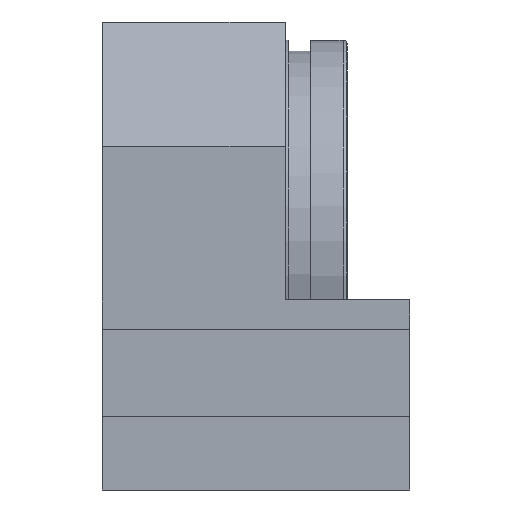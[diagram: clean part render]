
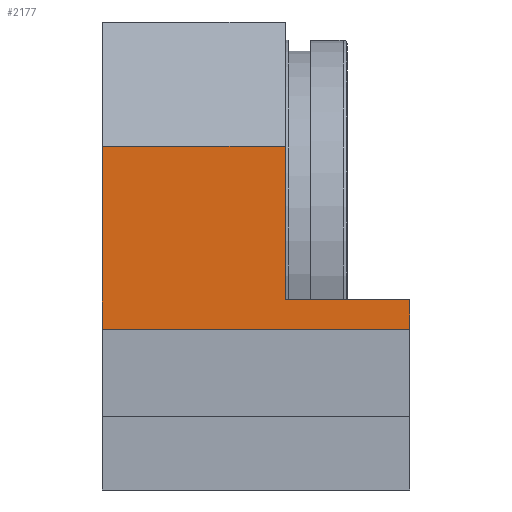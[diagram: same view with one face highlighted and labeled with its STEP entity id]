
A CAD part, left-side view. The second image highlights one B-rep face of the part: STEP entity #2177.
In plain terms, the highlighted planar face has unit normal (-1, 0, 0).
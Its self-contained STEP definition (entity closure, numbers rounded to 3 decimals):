
#987=EDGE_CURVE('',#2483,#1933,#2812,.T.);
#1367=VERTEX_POINT('',#3236);
#1551=EDGE_CURVE('',#1933,#2115,#3438,.T.);
#1777=EDGE_CURVE('',#2399,#2431,#3688,.T.);
#1933=VERTEX_POINT('',#3867);
#1945=EDGE_CURVE('',#2115,#2431,#3880,.T.);
#2115=VERTEX_POINT('',#4078);
#2117=EDGE_CURVE('',#2399,#1367,#4080,.T.);
#2177=ADVANCED_FACE('',(#4149),#4150,.F.);
#2399=VERTEX_POINT('',#4395);
#2425=EDGE_CURVE('',#1367,#2483,#4425,.T.);
#2431=VERTEX_POINT('',#4431);
#2483=VERTEX_POINT('',#4487);
#2812=LINE('',#4864,#4865);
#3236=CARTESIAN_POINT('',(-30.0,17.0,47.0));
#3438=LINE('',#5796,#5797);
#3688=LINE('',#6180,#6181);
#3867=CARTESIAN_POINT('',(-30.0,0.0,26.0));
#3880=LINE('',#6438,#6439);
#4078=CARTESIAN_POINT('',(-30.0,0.0,22.0));
#4080=LINE('',#6716,#6717);
#4149=FACE_OUTER_BOUND('',#6796,.T.);
#4150=PLANE('',#6797);
#4395=CARTESIAN_POINT('',(-30.0,42.0,47.0));
#4425=LINE('',#7153,#7154);
#4431=CARTESIAN_POINT('',(-30.0,42.0,22.0));
#4487=CARTESIAN_POINT('',(-30.0,17.0,26.0));
#4864=CARTESIAN_POINT('',(-30.0,17.0,26.0));
#4865=VECTOR('',#7662,17.0);
#5796=CARTESIAN_POINT('',(-30.0,0.0,26.0));
#5797=VECTOR('',#8408,4.0);
#6180=CARTESIAN_POINT('',(-30.0,42.0,47.0));
#6181=VECTOR('',#8699,25.0);
#6438=CARTESIAN_POINT('',(-30.0,0.0,22.0));
#6439=VECTOR('',#8968,42.0);
#6716=CARTESIAN_POINT('',(-30.0,42.0,47.0));
#6717=VECTOR('',#9228,25.0);
#6796=EDGE_LOOP('',(#9326,#9327,#9328,#9329,#9330,#9331));
#6797=AXIS2_PLACEMENT_3D('',#9332,#9333,#9334);
#7153=CARTESIAN_POINT('',(-30.0,17.0,47.0));
#7154=VECTOR('',#9676,21.0);
#7662=DIRECTION('',(0.0,-1.0,0.0));
#8408=DIRECTION('',(0.0,0.0,-1.0));
#8699=DIRECTION('',(0.0,0.0,-1.0));
#8968=DIRECTION('',(0.0,1.0,0.0));
#9228=DIRECTION('',(0.0,-1.0,0.0));
#9326=ORIENTED_EDGE('',*,*,#987,.F.);
#9327=ORIENTED_EDGE('',*,*,#2425,.F.);
#9328=ORIENTED_EDGE('',*,*,#2117,.F.);
#9329=ORIENTED_EDGE('',*,*,#1777,.T.);
#9330=ORIENTED_EDGE('',*,*,#1945,.F.);
#9331=ORIENTED_EDGE('',*,*,#1551,.F.);
#9332=CARTESIAN_POINT('',(-30.0,42.0,22.0));
#9333=DIRECTION('',(1.0,0.0,0.0));
#9334=DIRECTION('',(0.0,1.0,0.0));
#9676=DIRECTION('',(0.0,0.0,-1.0));
